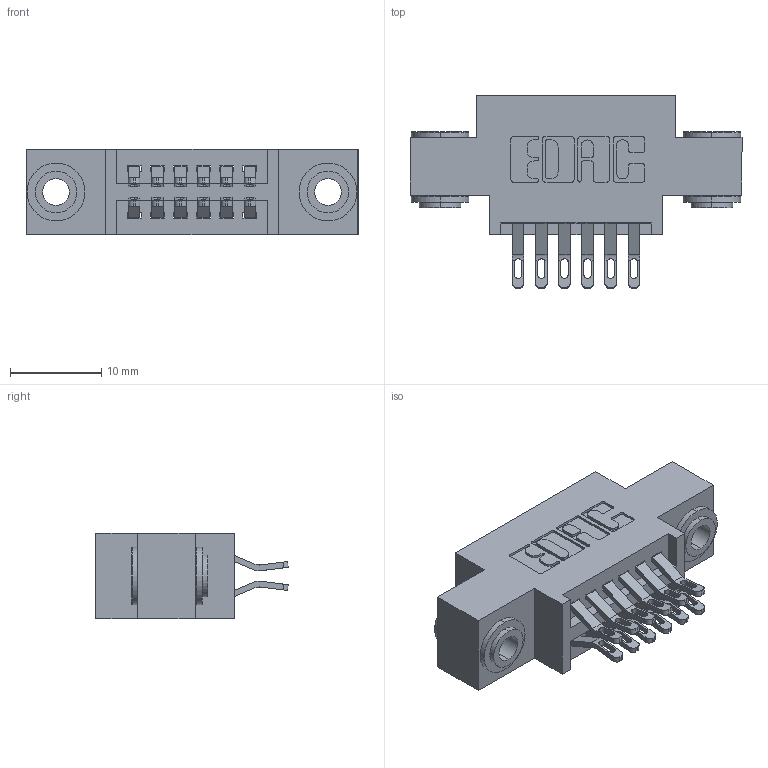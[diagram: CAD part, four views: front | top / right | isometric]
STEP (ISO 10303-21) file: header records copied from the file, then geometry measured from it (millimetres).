
FILE_DESCRIPTION (( 'STEP AP203' ), '1' );
FILE_NAME ('395-012-555-803.STEP', '2019-10-15T13:32:38', ( '' ), ( '' ), 'SwSTEP 2.0', 'SolidWorks 2016', '' );
FILE_SCHEMA (( 'CONFIG_CONTROL_DESIGN' ));
Length unit declared in the file: inch
Products named in the file (4): 345 Part_0.170 Offset - 0.156 Dia-TH; 345-292-001_555 Tail; 345-250-002_345-250-002-102; 395-012-555-803
Assembly tree (15 placements, depth 2):
  395-012-555-803
    345 Part_0.170 Offset - 0.156 Dia-TH
    345-292-001_555 Tail  x12
    345-250-002_345-250-002-102  x2
Bounding box: 36.45 x 21.13 x 9.4 mm (x, y, z)
Volume: 3147.3 mm3; surface area: 4424.5 mm2
Topology: 15 solids, 15 shells, 840 faces, 2553 edges, 1698 vertices
Faces by surface type: plane 466, cylinder 366, cone 8
Entity records: 10662 total; most frequent: CARTESIAN_POINT 1833, ORIENTED_EDGE 1730, DIRECTION 1659, EDGE_CURVE 865, LINE 665, VECTOR 665, VERTEX_POINT 574, AXIS2_PLACEMENT_3D 497
